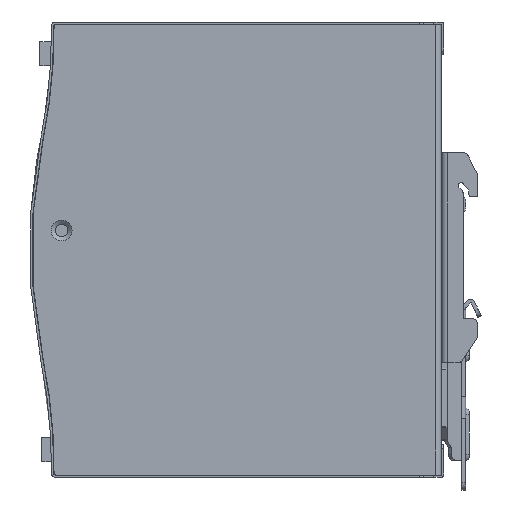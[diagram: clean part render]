
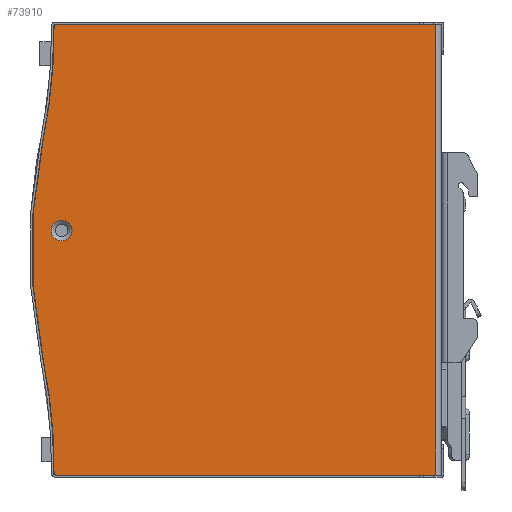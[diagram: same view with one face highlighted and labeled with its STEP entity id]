
A CAD part, front view. The second image highlights one B-rep face of the part: STEP entity #73910.
In plain terms, the highlighted planar face has unit normal (0, -1, 0).
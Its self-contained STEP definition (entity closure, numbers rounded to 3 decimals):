
#73766=CARTESIAN_POINT('',(95.953,13.236,74.0));
#73767=VERTEX_POINT('',#73766);
#73775=CARTESIAN_POINT('',(95.953,13.236,-50.0));
#73776=VERTEX_POINT('',#73775);
#73777=CARTESIAN_POINT('',(95.953,13.236,74.0));
#73778=DIRECTION('',(0.0,0.0,-1.0));
#73779=VECTOR('',#73778,124.0);
#73780=LINE('',#73777,#73779);
#73781=EDGE_CURVE('',#73767,#73776,#73780,.T.);
#73832=CARTESIAN_POINT('',(-13.667,13.236,0.0));
#73833=DIRECTION('',(0.0,-1.0,0.0));
#73834=DIRECTION('',(0.0,0.0,-1.0));
#73835=AXIS2_PLACEMENT_3D('',#73832,#73833,#73834);
#73836=PLANE('',#73835);
#73837=CARTESIAN_POINT('',(-8.439,13.236,-50.0));
#73838=VERTEX_POINT('',#73837);
#73839=CARTESIAN_POINT('',(95.953,13.236,-50.0));
#73840=DIRECTION('',(-1.0,0.0,0.0));
#73841=VECTOR('',#73840,104.392);
#73842=LINE('',#73839,#73841);
#73843=EDGE_CURVE('',#73776,#73838,#73842,.T.);
#73844=ORIENTED_EDGE('',*,*,#73843,.F.);
#73845=ORIENTED_EDGE('',*,*,#73781,.F.);
#73846=CARTESIAN_POINT('',(-8.439,13.236,74.0));
#73847=VERTEX_POINT('',#73846);
#73848=CARTESIAN_POINT('',(95.953,13.236,74.0));
#73849=DIRECTION('',(-1.0,0.0,0.0));
#73850=VECTOR('',#73849,104.392);
#73851=LINE('',#73848,#73850);
#73852=EDGE_CURVE('',#73767,#73847,#73851,.T.);
#73853=ORIENTED_EDGE('',*,*,#73852,.T.);
#73854=CARTESIAN_POINT('',(-8.939,13.236,73.495));
#73855=VERTEX_POINT('',#73854);
#73856=CARTESIAN_POINT('',(-8.439,13.236,73.5));
#73857=DIRECTION('',(0.0,-1.0,0.0));
#73858=DIRECTION('',(-1.0,0.0,0.0));
#73859=AXIS2_PLACEMENT_3D('',#73856,#73857,#73858);
#73860=CIRCLE('',#73859,0.5);
#73861=EDGE_CURVE('',#73847,#73855,#73860,.T.);
#73862=ORIENTED_EDGE('',*,*,#73861,.T.);
#73863=CARTESIAN_POINT('',(-11.964,13.236,42.01));
#73864=VERTEX_POINT('',#73863);
#73865=CARTESIAN_POINT('',(-158.932,13.236,72.019));
#73866=DIRECTION('',(0.0,-1.0,0.0));
#73867=DIRECTION('',(0.0,0.0,-1.0));
#73868=AXIS2_PLACEMENT_3D('',#73865,#73866,#73867);
#73869=CIRCLE('',#73868,150.);
#73870=EDGE_CURVE('',#73864,#73855,#73869,.T.);
#73871=ORIENTED_EDGE('',*,*,#73870,.F.);
#73872=CARTESIAN_POINT('',(-11.964,13.236,-18.01));
#73873=VERTEX_POINT('',#73872);
#73874=CARTESIAN_POINT('',(135.003,13.236,12.));
#73875=DIRECTION('',(0.0,-1.0,0.0));
#73876=DIRECTION('',(0.0,0.0,-1.0));
#73877=AXIS2_PLACEMENT_3D('',#73874,#73875,#73876);
#73878=CIRCLE('',#73877,150.);
#73879=EDGE_CURVE('',#73864,#73873,#73878,.T.);
#73880=ORIENTED_EDGE('',*,*,#73879,.T.);
#73881=CARTESIAN_POINT('',(-8.939,13.236,-49.495));
#73882=VERTEX_POINT('',#73881);
#73883=CARTESIAN_POINT('',(-158.932,13.236,-48.019));
#73884=DIRECTION('',(0.0,-1.0,0.0));
#73885=DIRECTION('',(0.0,0.0,-1.0));
#73886=AXIS2_PLACEMENT_3D('',#73883,#73884,#73885);
#73887=CIRCLE('',#73886,150.);
#73888=EDGE_CURVE('',#73882,#73873,#73887,.T.);
#73889=ORIENTED_EDGE('',*,*,#73888,.F.);
#73890=CARTESIAN_POINT('',(-8.439,13.236,-49.5));
#73891=DIRECTION('',(0.0,-1.0,0.0));
#73892=DIRECTION('',(-1.0,0.0,0.0));
#73893=AXIS2_PLACEMENT_3D('',#73890,#73891,#73892);
#73894=CIRCLE('',#73893,0.5);
#73895=EDGE_CURVE('',#73882,#73838,#73894,.T.);
#73896=ORIENTED_EDGE('',*,*,#73895,.T.);
#73897=EDGE_LOOP('',(#73844,#73845,#73853,#73862,#73871,#73880,#73889,#73896));
#73898=FACE_OUTER_BOUND('',#73897,.T.);
#73899=CARTESIAN_POINT('',(-3.997,13.236,17.25));
#73900=VERTEX_POINT('',#73899);
#73901=CARTESIAN_POINT('',(-6.847,13.236,17.25));
#73902=DIRECTION('',(0.0,1.0,0.0));
#73903=DIRECTION('',(-1.0,0.0,0.0));
#73904=AXIS2_PLACEMENT_3D('',#73901,#73902,#73903);
#73905=CIRCLE('',#73904,2.85);
#73906=EDGE_CURVE('',#73900,#73900,#73905,.T.);
#73907=ORIENTED_EDGE('',*,*,#73906,.T.);
#73908=EDGE_LOOP('',(#73907));
#73909=FACE_BOUND('',#73908,.T.);
#73910=ADVANCED_FACE('',(#73898,#73909),#73836,.T.);
